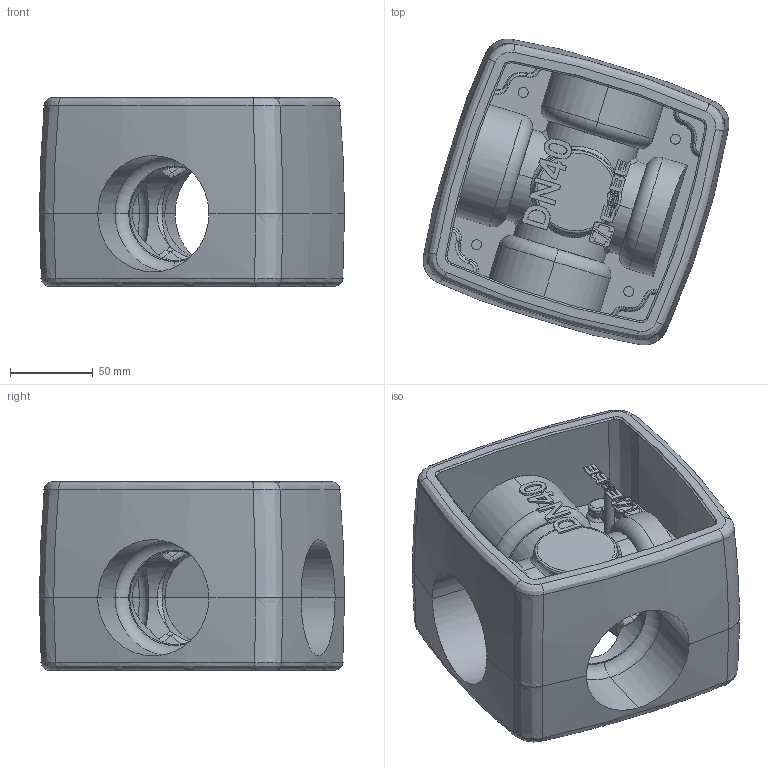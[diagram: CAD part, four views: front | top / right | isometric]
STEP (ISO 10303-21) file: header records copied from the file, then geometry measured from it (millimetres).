
FILE_DESCRIPTION(('CATIA V5 STEP Exchange'),'2;1');
FILE_NAME('DN40.stp','2014-02-25T10:12:21+00:00',('none'),('none'),'CATIA Version 5 Release 20 SP 6 (IN-10)','CATIA V5 STEP AP203','none');
FILE_SCHEMA(('CONFIG_CONTROL_DESIGN'));
Length unit declared in the file: millimetre
Products named in the file (1): Product1
Assembly tree (2 placements, depth 2):
  Product1
    #58
    #10610
Bounding box: 184.2 x 184.2 x 113.75 mm (x, y, z)
Volume: 607807.7 mm3; surface area: 178903.2 mm2
Topology: 1 solids, 2 shells, 574 faces, 1449 edges, 894 vertices
Faces by surface type: torus 192, plane 151, cone 102, bspline 91, cylinder 38
Entity records: 30599 total; most frequent: CARTESIAN_POINT 18045, ORIENTED_EDGE 2862, DIRECTION 2019, EDGE_CURVE 1437, AXIS2_PLACEMENT_3D 1073, VERTEX_POINT 898, EDGE_LOOP 609, CIRCLE 586
